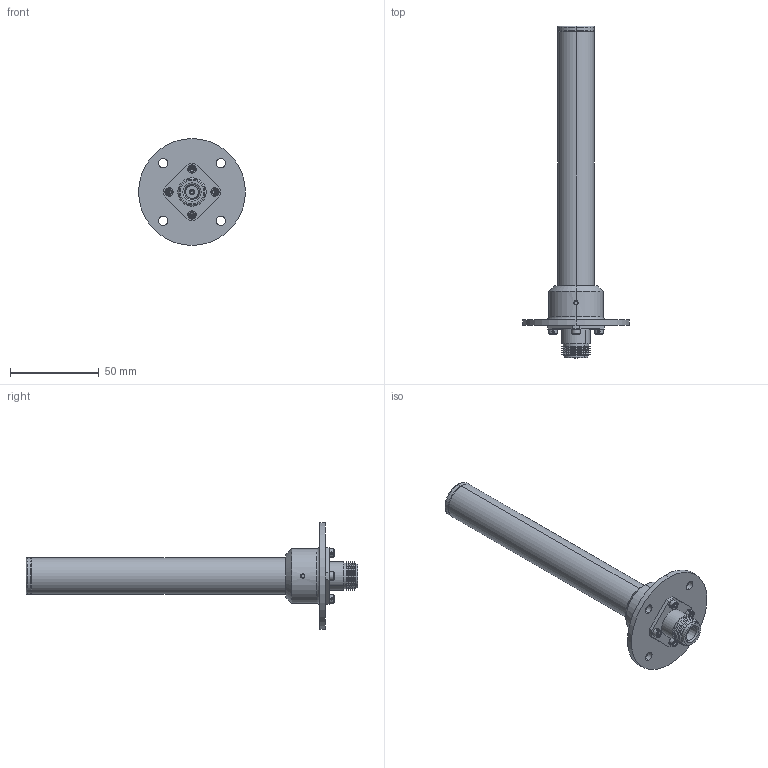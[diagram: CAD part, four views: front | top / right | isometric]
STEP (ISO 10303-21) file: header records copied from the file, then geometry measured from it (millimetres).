
FILE_DESCRIPTION (( 'STEP AP214' ), '1' );
FILE_NAME ('FMANOM1178_3D.step', '2025-02-13T21:55:15', ( '' ), ( '' ), 'SwSTEP 2.0', 'SolidWorks 2022', '' );
FILE_SCHEMA (( 'AUTOMOTIVE_DESIGN' ));
Length unit declared in the file: inch
Products named in the file (1): FMANOM1178_3D
Bounding box: 59.99 x 186.59 x 59.99 mm (x, y, z)
Volume: 30917.7 mm3; surface area: 35243.4 mm2
Topology: 12 solids, 12 shells, 861 faces, 1904 edges, 1065 vertices
Faces by surface type: cone 368, cylinder 342, plane 119, bspline 16, torus 16
Entity records: 29793 total; most frequent: CARTESIAN_POINT 11345, DIRECTION 3794, ORIENTED_EDGE 3788, EDGE_CURVE 1894, AXIS2_PLACEMENT_3D 1498, VERTEX_POINT 1065, EDGE_LOOP 913, ADVANCED_FACE 861
